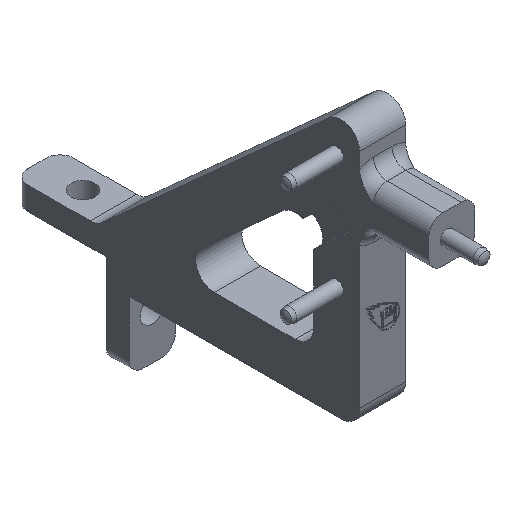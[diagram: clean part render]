
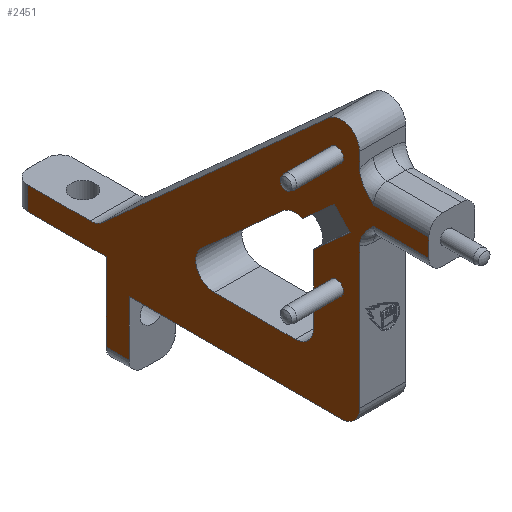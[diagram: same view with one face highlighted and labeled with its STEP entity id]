
A CAD part, isometric view. The second image highlights one B-rep face of the part: STEP entity #2451.
In plain terms, the highlighted planar face has unit normal (-1, 0, 0).
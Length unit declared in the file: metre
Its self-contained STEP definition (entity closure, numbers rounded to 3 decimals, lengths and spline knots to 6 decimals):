
#81=CIRCLE('',#2621,0.0015);
#82=CIRCLE('',#2622,0.0015);
#83=CIRCLE('',#2623,0.004);
#84=CIRCLE('',#2624,0.004);
#85=CIRCLE('',#2625,0.004);
#86=CIRCLE('',#2626,0.004);
#87=CIRCLE('',#2627,0.004);
#88=CIRCLE('',#2628,0.004);
#153=B_SPLINE_CURVE_WITH_KNOTS('',3,(#3577,#3578,#3579,#3580,#3581),
 .UNSPECIFIED.,.F.,.F.,(4,1,4),(0.,0.003071,0.006142),
 .UNSPECIFIED.);
#154=B_SPLINE_CURVE_WITH_KNOTS('',3,(#3589,#3590,#3591,#3592,#3593),
 .UNSPECIFIED.,.F.,.F.,(4,1,4),(0.,0.003071,0.006142),
 .UNSPECIFIED.);
#197=ORIENTED_EDGE('',*,*,#917,.T.);
#198=ORIENTED_EDGE('',*,*,#918,.T.);
#199=ORIENTED_EDGE('',*,*,#919,.F.);
#200=ORIENTED_EDGE('',*,*,#920,.T.);
#201=ORIENTED_EDGE('',*,*,#921,.F.);
#202=ORIENTED_EDGE('',*,*,#922,.T.);
#203=ORIENTED_EDGE('',*,*,#923,.T.);
#204=ORIENTED_EDGE('',*,*,#907,.T.);
#205=ORIENTED_EDGE('',*,*,#924,.T.);
#206=ORIENTED_EDGE('',*,*,#925,.T.);
#207=ORIENTED_EDGE('',*,*,#926,.T.);
#208=ORIENTED_EDGE('',*,*,#927,.T.);
#209=ORIENTED_EDGE('',*,*,#928,.T.);
#210=ORIENTED_EDGE('',*,*,#929,.T.);
#211=ORIENTED_EDGE('',*,*,#930,.T.);
#212=ORIENTED_EDGE('',*,*,#931,.T.);
#213=ORIENTED_EDGE('',*,*,#932,.T.);
#214=ORIENTED_EDGE('',*,*,#933,.F.);
#215=ORIENTED_EDGE('',*,*,#934,.T.);
#216=ORIENTED_EDGE('',*,*,#935,.F.);
#217=ORIENTED_EDGE('',*,*,#936,.F.);
#218=ORIENTED_EDGE('',*,*,#937,.T.);
#219=ORIENTED_EDGE('',*,*,#938,.T.);
#220=ORIENTED_EDGE('',*,*,#939,.F.);
#221=ORIENTED_EDGE('',*,*,#940,.F.);
#222=ORIENTED_EDGE('',*,*,#915,.F.);
#223=ORIENTED_EDGE('',*,*,#941,.T.);
#224=ORIENTED_EDGE('',*,*,#942,.F.);
#225=ORIENTED_EDGE('',*,*,#943,.T.);
#907=EDGE_CURVE('',#1268,#1267,#1507,.T.);
#915=EDGE_CURVE('',#1275,#1276,#1514,.T.);
#917=EDGE_CURVE('',#1277,#1277,#81,.F.);
#918=EDGE_CURVE('',#1278,#1278,#82,.F.);
#919=EDGE_CURVE('',#1279,#1280,#1516,.T.);
#920=EDGE_CURVE('',#1279,#1281,#1517,.F.);
#921=EDGE_CURVE('',#1282,#1281,#1518,.T.);
#922=EDGE_CURVE('',#1282,#1283,#1519,.T.);
#923=EDGE_CURVE('',#1283,#1268,#83,.T.);
#924=EDGE_CURVE('',#1267,#1284,#153,.T.);
#925=EDGE_CURVE('',#1284,#1285,#1520,.F.);
#926=EDGE_CURVE('',#1285,#1286,#1521,.T.);
#927=EDGE_CURVE('',#1286,#1287,#1522,.T.);
#928=EDGE_CURVE('',#1287,#1288,#154,.F.);
#929=EDGE_CURVE('',#1288,#1289,#1523,.T.);
#930=EDGE_CURVE('',#1289,#1290,#84,.T.);
#931=EDGE_CURVE('',#1290,#1291,#1524,.T.);
#932=EDGE_CURVE('',#1291,#1292,#85,.F.);
#933=EDGE_CURVE('',#1293,#1292,#1525,.T.);
#934=EDGE_CURVE('',#1293,#1294,#1526,.F.);
#935=EDGE_CURVE('',#1280,#1294,#1527,.T.);
#936=EDGE_CURVE('',#1295,#1296,#1528,.T.);
#937=EDGE_CURVE('',#1295,#1297,#86,.F.);
#938=EDGE_CURVE('',#1297,#1298,#1529,.T.);
#939=EDGE_CURVE('',#1299,#1298,#1530,.T.);
#940=EDGE_CURVE('',#1276,#1299,#1531,.T.);
#941=EDGE_CURVE('',#1275,#1300,#87,.F.);
#942=EDGE_CURVE('',#1301,#1300,#1532,.T.);
#943=EDGE_CURVE('',#1301,#1296,#88,.F.);
#1267=VERTEX_POINT('',#3541);
#1268=VERTEX_POINT('',#3543);
#1275=VERTEX_POINT('',#3558);
#1276=VERTEX_POINT('',#3560);
#1277=VERTEX_POINT('',#3564);
#1278=VERTEX_POINT('',#3566);
#1279=VERTEX_POINT('',#3568);
#1280=VERTEX_POINT('',#3569);
#1281=VERTEX_POINT('',#3571);
#1282=VERTEX_POINT('',#3573);
#1283=VERTEX_POINT('',#3575);
#1284=VERTEX_POINT('',#3582);
#1285=VERTEX_POINT('',#3584);
#1286=VERTEX_POINT('',#3586);
#1287=VERTEX_POINT('',#3588);
#1288=VERTEX_POINT('',#3594);
#1289=VERTEX_POINT('',#3596);
#1290=VERTEX_POINT('',#3598);
#1291=VERTEX_POINT('',#3600);
#1292=VERTEX_POINT('',#3602);
#1293=VERTEX_POINT('',#3604);
#1294=VERTEX_POINT('',#3606);
#1295=VERTEX_POINT('',#3609);
#1296=VERTEX_POINT('',#3610);
#1297=VERTEX_POINT('',#3612);
#1298=VERTEX_POINT('',#3614);
#1299=VERTEX_POINT('',#3616);
#1300=VERTEX_POINT('',#3619);
#1301=VERTEX_POINT('',#3621);
#1507=LINE('',#3542,#1773);
#1514=LINE('',#3559,#1780);
#1516=LINE('',#3567,#1782);
#1517=LINE('',#3570,#1783);
#1518=LINE('',#3572,#1784);
#1519=LINE('',#3574,#1785);
#1520=LINE('',#3583,#1786);
#1521=LINE('',#3585,#1787);
#1522=LINE('',#3587,#1788);
#1523=LINE('',#3595,#1789);
#1524=LINE('',#3599,#1790);
#1525=LINE('',#3603,#1791);
#1526=LINE('',#3605,#1792);
#1527=LINE('',#3607,#1793);
#1528=LINE('',#3608,#1794);
#1529=LINE('',#3613,#1795);
#1530=LINE('',#3615,#1796);
#1531=LINE('',#3617,#1797);
#1532=LINE('',#3620,#1798);
#1773=VECTOR('',#2840,1.);
#1780=VECTOR('',#2851,1.);
#1782=VECTOR('',#2859,1.);
#1783=VECTOR('',#2860,1.);
#1784=VECTOR('',#2861,1.);
#1785=VECTOR('',#2862,1.);
#1786=VECTOR('',#2865,1.);
#1787=VECTOR('',#2866,1.);
#1788=VECTOR('',#2867,1.);
#1789=VECTOR('',#2868,1.);
#1790=VECTOR('',#2871,1.);
#1791=VECTOR('',#2874,1.);
#1792=VECTOR('',#2875,1.);
#1793=VECTOR('',#2876,1.);
#1794=VECTOR('',#2877,1.);
#1795=VECTOR('',#2880,1.);
#1796=VECTOR('',#2881,1.);
#1797=VECTOR('',#2882,1.);
#1798=VECTOR('',#2885,1.);
#2031=EDGE_LOOP('',(#197));
#2032=EDGE_LOOP('',(#198));
#2033=EDGE_LOOP('',(#199,#200,#201,#202,#203,#204,#205,#206,#207,#208,#209,
#210,#211,#212,#213,#214,#215,#216));
#2034=EDGE_LOOP('',(#217,#218,#219,#220,#221,#222,#223,#224,#225));
#2196=FACE_BOUND('',#2031,.T.);
#2197=FACE_BOUND('',#2032,.T.);
#2198=FACE_BOUND('',#2033,.T.);
#2199=FACE_BOUND('',#2034,.T.);
#2360=PLANE('',#2620);
#2451=ADVANCED_FACE('',(#2196,#2197,#2198,#2199),#2360,.T.);
#2620=AXIS2_PLACEMENT_3D('',#3562,#2853,#2854);
#2621=AXIS2_PLACEMENT_3D('',#3563,#2855,#2856);
#2622=AXIS2_PLACEMENT_3D('',#3565,#2857,#2858);
#2623=AXIS2_PLACEMENT_3D('',#3576,#2863,#2864);
#2624=AXIS2_PLACEMENT_3D('',#3597,#2869,#2870);
#2625=AXIS2_PLACEMENT_3D('',#3601,#2872,#2873);
#2626=AXIS2_PLACEMENT_3D('',#3611,#2878,#2879);
#2627=AXIS2_PLACEMENT_3D('',#3618,#2883,#2884);
#2628=AXIS2_PLACEMENT_3D('',#3622,#2886,#2887);
#2840=DIRECTION('',(0.,0.,1.));
#2851=DIRECTION('',(0.,0.,1.));
#2853=DIRECTION('',(-1.,0.,0.));
#2854=DIRECTION('',(0.,0.,1.));
#2855=DIRECTION('',(-1.,0.,0.));
#2856=DIRECTION('',(0.,0.,1.));
#2857=DIRECTION('',(-1.,0.,0.));
#2858=DIRECTION('',(0.,0.,1.));
#2859=DIRECTION('',(0.,0.,1.));
#2860=DIRECTION('',(0.,1.,0.));
#2861=DIRECTION('',(0.,0.,-1.));
#2862=DIRECTION('',(0.,-1.,0.));
#2863=DIRECTION('',(-1.,0.,0.));
#2864=DIRECTION('',(0.,0.,1.));
#2865=DIRECTION('',(0.,1.,0.));
#2866=DIRECTION('',(0.,0.,1.));
#2867=DIRECTION('',(0.,1.,0.));
#2868=DIRECTION('',(0.,0.,1.));
#2869=DIRECTION('',(-1.,0.,0.));
#2870=DIRECTION('',(0.,0.,1.));
#2871=DIRECTION('',(0.,0.743,-0.669));
#2872=DIRECTION('',(-1.,0.,0.));
#2873=DIRECTION('',(0.,0.,1.));
#2874=DIRECTION('',(0.,-1.,0.));
#2875=DIRECTION('',(0.,0.,1.));
#2876=DIRECTION('',(0.,1.,0.));
#2877=DIRECTION('',(0.,0.743,-0.669));
#2878=DIRECTION('',(-1.,0.,0.));
#2879=DIRECTION('',(0.,0.,1.));
#2880=DIRECTION('',(0.,-0.743,0.669));
#2881=DIRECTION('',(0.,0.669,0.743));
#2882=DIRECTION('',(0.,-0.743,0.669));
#2883=DIRECTION('',(-1.,0.,0.));
#2884=DIRECTION('',(0.,0.,1.));
#2885=DIRECTION('',(0.,-1.,0.));
#2886=DIRECTION('',(-1.,0.,0.));
#2887=DIRECTION('',(0.,0.,1.));
#3541=CARTESIAN_POINT('',(-0.005,-0.055,0.029504));
#3542=CARTESIAN_POINT('',(-0.005,-0.055,0.026208));
#3543=CARTESIAN_POINT('',(-0.005,-0.055,-0.001));
#3558=CARTESIAN_POINT('',(-0.005,-0.045,0.009));
#3559=CARTESIAN_POINT('',(-0.005,-0.045,0.026208));
#3560=CARTESIAN_POINT('',(-0.005,-0.045,0.023837));
#3562=CARTESIAN_POINT('',(-0.005,0.,0.));
#3563=CARTESIAN_POINT('',(-0.005,-0.05,0.0442));
#3564=CARTESIAN_POINT('',(-0.005,-0.05,0.0457));
#3565=CARTESIAN_POINT('',(-0.005,-0.05,0.0192));
#3566=CARTESIAN_POINT('',(-0.005,-0.05,0.0207));
#3567=CARTESIAN_POINT('',(-0.005,0.,-0.012366));
#3568=CARTESIAN_POINT('',(-0.005,0.,-0.017));
#3569=CARTESIAN_POINT('',(-0.005,0.,0.));
#3570=CARTESIAN_POINT('',(-0.005,0.,-0.017));
#3571=CARTESIAN_POINT('',(-0.005,-0.005,-0.017));
#3572=CARTESIAN_POINT('',(-0.005,-0.005,-0.012366));
#3573=CARTESIAN_POINT('',(-0.005,-0.005,-0.005));
#3574=CARTESIAN_POINT('',(-0.005,-0.024809,-0.005));
#3575=CARTESIAN_POINT('',(-0.005,-0.051,-0.005));
#3576=CARTESIAN_POINT('',(-0.005,-0.051,-0.001));
#3577=CARTESIAN_POINT('',(-0.005,-0.055,0.029504));
#3578=CARTESIAN_POINT('',(-0.005,-0.055,0.030544));
#3579=CARTESIAN_POINT('',(-0.005,-0.055801,0.032504));
#3580=CARTESIAN_POINT('',(-0.005,-0.057276,0.033976));
#3581=CARTESIAN_POINT('',(-0.005,-0.058,0.0347));
#3582=CARTESIAN_POINT('',(-0.005,-0.058,0.0347));
#3583=CARTESIAN_POINT('',(-0.005,-0.07,0.0347));
#3584=CARTESIAN_POINT('',(-0.005,-0.07,0.0347));
#3585=CARTESIAN_POINT('',(-0.005,-0.07,0.026208));
#3586=CARTESIAN_POINT('',(-0.005,-0.07,0.0387));
#3587=CARTESIAN_POINT('',(-0.005,0.,0.0387));
#3588=CARTESIAN_POINT('',(-0.005,-0.058,0.0387));
#3589=CARTESIAN_POINT('',(-0.005,-0.055,0.043896));
#3590=CARTESIAN_POINT('',(-0.005,-0.055,0.042856));
#3591=CARTESIAN_POINT('',(-0.005,-0.055801,0.040896));
#3592=CARTESIAN_POINT('',(-0.005,-0.057276,0.039424));
#3593=CARTESIAN_POINT('',(-0.005,-0.058,0.0387));
#3594=CARTESIAN_POINT('',(-0.005,-0.055,0.043896));
#3595=CARTESIAN_POINT('',(-0.005,-0.055,0.026208));
#3596=CARTESIAN_POINT('',(-0.005,-0.055,0.047245));
#3597=CARTESIAN_POINT('',(-0.005,-0.051,0.047245));
#3598=CARTESIAN_POINT('',(-0.005,-0.048324,0.050219));
#3599=CARTESIAN_POINT('',(-0.005,-0.019831,0.024575));
#3600=CARTESIAN_POINT('',(-0.005,0.000778,0.006027));
#3601=CARTESIAN_POINT('',(-0.005,0.003454,0.009));
#3602=CARTESIAN_POINT('',(-0.005,0.003454,0.005));
#3603=CARTESIAN_POINT('',(-0.005,0.010642,0.005));
#3604=CARTESIAN_POINT('',(-0.005,0.017,0.005));
#3605=CARTESIAN_POINT('',(-0.005,0.017,0.));
#3606=CARTESIAN_POINT('',(-0.005,0.017,0.));
#3607=CARTESIAN_POINT('',(-0.005,0.010642,0.));
#3608=CARTESIAN_POINT('',(-0.005,-0.026521,0.017142));
#3609=CARTESIAN_POINT('',(-0.005,-0.038324,0.027765));
#3610=CARTESIAN_POINT('',(-0.005,-0.020778,0.011973));
#3611=CARTESIAN_POINT('',(-0.005,-0.041,0.024792));
#3612=CARTESIAN_POINT('',(-0.005,-0.04264,0.02844));
#3613=CARTESIAN_POINT('',(-0.005,-0.048328,0.033558));
#3614=CARTESIAN_POINT('',(-0.005,-0.049517,0.034629));
#3615=CARTESIAN_POINT('',(-0.005,-0.051189,0.03277));
#3616=CARTESIAN_POINT('',(-0.005,-0.052862,0.030912));
#3617=CARTESIAN_POINT('',(-0.005,-0.051672,0.029842));
#3618=CARTESIAN_POINT('',(-0.005,-0.041,0.009));
#3619=CARTESIAN_POINT('',(-0.005,-0.041,0.005));
#3620=CARTESIAN_POINT('',(-0.005,-0.024809,0.005));
#3621=CARTESIAN_POINT('',(-0.005,-0.023454,0.005));
#3622=CARTESIAN_POINT('',(-0.005,-0.023454,0.009));
